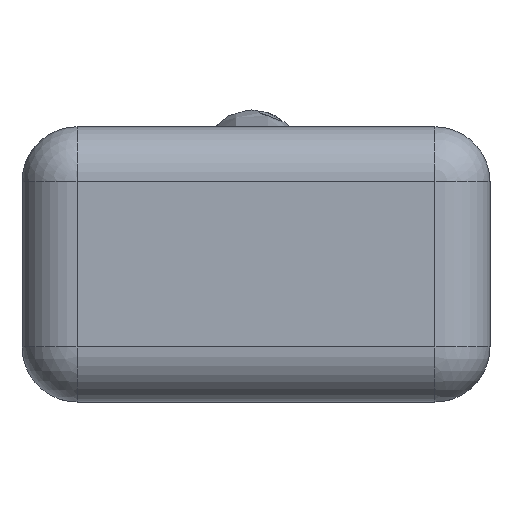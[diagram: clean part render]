
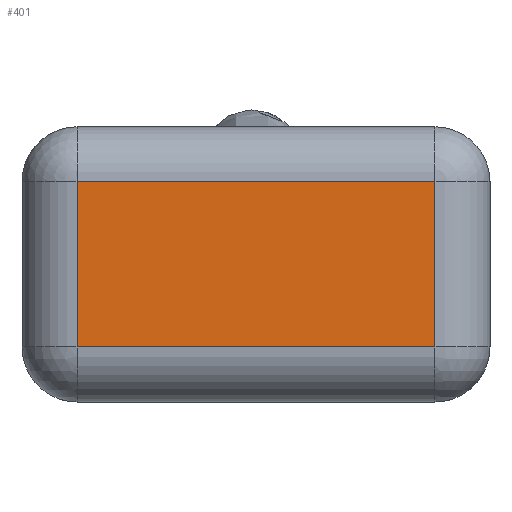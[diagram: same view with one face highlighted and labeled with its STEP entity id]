
A CAD part, left-side view. The second image highlights one B-rep face of the part: STEP entity #401.
In plain terms, the highlighted planar face has unit normal (-1, 0, 0).
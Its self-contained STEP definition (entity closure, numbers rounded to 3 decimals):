
#130 = VERTEX_POINT('',#131);
#131 = CARTESIAN_POINT('',(0.,2.,2.));
#138 = EDGE_CURVE('',#130,#139,#141,.T.);
#139 = VERTEX_POINT('',#140);
#140 = CARTESIAN_POINT('',(0.,2.,8.));
#141 = LINE('',#142,#143);
#142 = CARTESIAN_POINT('',(0.,2.,0.));
#143 = VECTOR('',#144,1.);
#144 = DIRECTION('',(0.,0.,1.));
#401 = ADVANCED_FACE('',(#402),#427,.F.);
#402 = FACE_BOUND('',#403,.F.);
#403 = EDGE_LOOP('',(#404,#412,#413,#421));
#404 = ORIENTED_EDGE('',*,*,#405,.T.);
#405 = EDGE_CURVE('',#406,#139,#408,.T.);
#406 = VERTEX_POINT('',#407);
#407 = CARTESIAN_POINT('',(0.,15.,8.));
#408 = LINE('',#409,#410);
#409 = CARTESIAN_POINT('',(0.,17.,8.));
#410 = VECTOR('',#411,1.);
#411 = DIRECTION('',(0.,-1.,0.));
#412 = ORIENTED_EDGE('',*,*,#138,.F.);
#413 = ORIENTED_EDGE('',*,*,#414,.F.);
#414 = EDGE_CURVE('',#415,#130,#417,.T.);
#415 = VERTEX_POINT('',#416);
#416 = CARTESIAN_POINT('',(0.,15.,2.));
#417 = LINE('',#418,#419);
#418 = CARTESIAN_POINT('',(0.,17.,2.));
#419 = VECTOR('',#420,1.);
#420 = DIRECTION('',(0.,-1.,0.));
#421 = ORIENTED_EDGE('',*,*,#422,.T.);
#422 = EDGE_CURVE('',#415,#406,#423,.T.);
#423 = LINE('',#424,#425);
#424 = CARTESIAN_POINT('',(0.,15.,0.));
#425 = VECTOR('',#426,1.);
#426 = DIRECTION('',(0.,0.,1.));
#427 = PLANE('',#428);
#428 = AXIS2_PLACEMENT_3D('',#429,#430,#431);
#429 = CARTESIAN_POINT('',(0.,17.,0.));
#430 = DIRECTION('',(1.,0.,0.));
#431 = DIRECTION('',(0.,-1.,0.));
